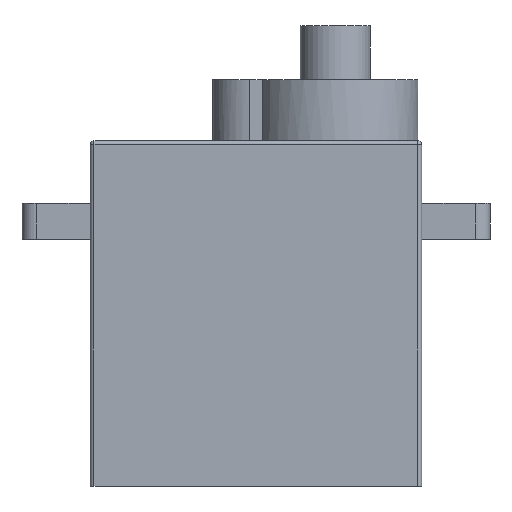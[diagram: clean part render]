
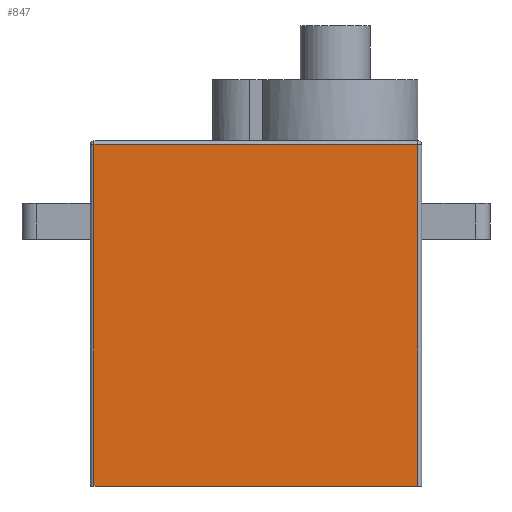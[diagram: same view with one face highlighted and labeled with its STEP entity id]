
A CAD part, front view. The second image highlights one B-rep face of the part: STEP entity #847.
In plain terms, the highlighted planar face has unit normal (0, -1, 0).
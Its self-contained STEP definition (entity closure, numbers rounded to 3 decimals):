
#24=PLANE('',#929);
#53=LINE('',#1267,#140);
#60=LINE('',#1282,#147);
#78=LINE('',#1340,#165);
#81=LINE('',#1345,#168);
#140=VECTOR('',#1002,10.);
#147=VECTOR('',#1015,10.);
#165=VECTOR('',#1079,10.);
#168=VECTOR('',#1084,10.);
#256=FACE_OUTER_BOUND('',#308,.T.);
#308=EDGE_LOOP('',(#653,#654,#655,#656));
#380=VERTEX_POINT('',#1252);
#383=VERTEX_POINT('',#1259);
#391=VERTEX_POINT('',#1281);
#408=VERTEX_POINT('',#1336);
#462=EDGE_CURVE('',#380,#383,#53,.T.);
#469=EDGE_CURVE('',#383,#391,#60,.T.);
#499=EDGE_CURVE('',#391,#408,#78,.T.);
#502=EDGE_CURVE('',#408,#380,#81,.T.);
#653=ORIENTED_EDGE('',*,*,#462,.F.);
#654=ORIENTED_EDGE('',*,*,#502,.F.);
#655=ORIENTED_EDGE('',*,*,#499,.F.);
#656=ORIENTED_EDGE('',*,*,#469,.F.);
#847=ADVANCED_FACE('',(#256),#24,.T.);
#929=AXIS2_PLACEMENT_3D('',#1344,#1082,#1083);
#1002=DIRECTION('',(0.,0.,-1.));
#1015=DIRECTION('',(-1.,0.,0.));
#1079=DIRECTION('',(0.,0.,1.));
#1082=DIRECTION('center_axis',(0.,-1.,0.));
#1083=DIRECTION('ref_axis',(1.,0.,0.));
#1084=DIRECTION('',(1.,0.,0.));
#1252=CARTESIAN_POINT('',(22.75,-12.,23.75));
#1259=CARTESIAN_POINT('',(22.75,-12.,0.));
#1267=CARTESIAN_POINT('',(22.75,-12.,0.));
#1281=CARTESIAN_POINT('',(0.25,-12.,0.));
#1282=CARTESIAN_POINT('',(23.,-12.,0.));
#1336=CARTESIAN_POINT('',(0.25,-12.,23.75));
#1340=CARTESIAN_POINT('',(0.25,-12.,0.));
#1344=CARTESIAN_POINT('Origin',(0.,-12.,0.));
#1345=CARTESIAN_POINT('',(5.75,-12.,23.75));
